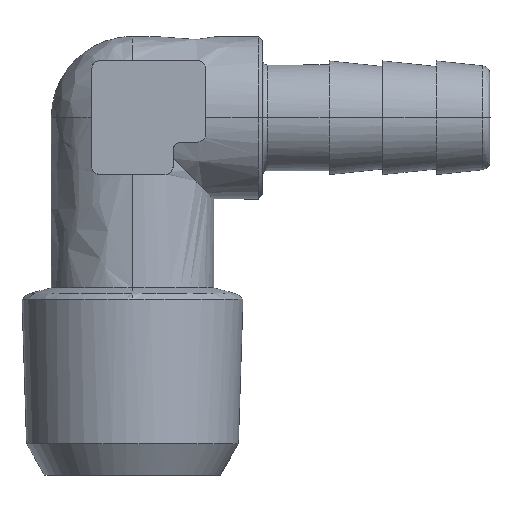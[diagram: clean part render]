
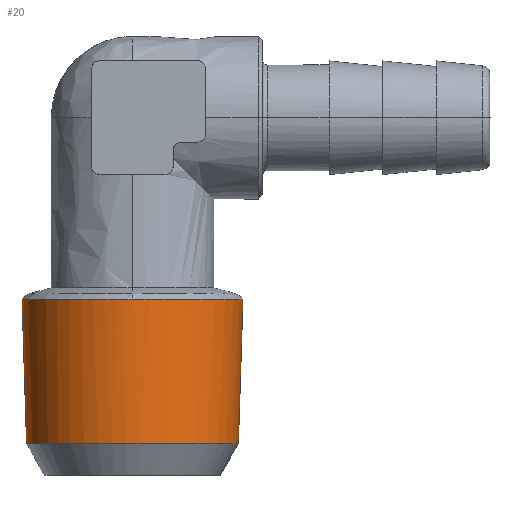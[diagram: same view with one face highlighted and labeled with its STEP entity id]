
A CAD part, top view. The second image highlights one B-rep face of the part: STEP entity #20.
In plain terms, the highlighted free-form (B-spline) face has degree [1, 3] with [2, 7] control points.
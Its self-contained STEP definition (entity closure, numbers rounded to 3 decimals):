
#20 = ADVANCED_FACE ( 'NONE', ( #85 ), #1620, .F. ) ;
#28 = CARTESIAN_POINT ( 'NONE',  ( 0., 2.94, 6.52 ) ) ;
#59 = CARTESIAN_POINT ( 'NONE',  ( -3.819, 2.94, 6.52 ) ) ;
#76 = CARTESIAN_POINT ( 'NONE',  ( 6.52, 2.94, 3.819 ) ) ;
#77 = CARTESIAN_POINT ( 'NONE',  ( 6.52, 2.94, 3.819 ) ) ;
#85 = FACE_OUTER_BOUND ( 'NONE', #336, .T. ) ;
#262 = VERTEX_POINT ( 'NONE', #1956 ) ;
#298 =( BOUNDED_CURVE ( )  B_SPLINE_CURVE ( 3, ( #2740, #938, #1456, #2484 ),
 .UNSPECIFIED., .F., .F. ) 
 B_SPLINE_CURVE_WITH_KNOTS ( ( 4, 4 ),
 ( 0., 1.571 ),
 .UNSPECIFIED. ) 
 CURVE ( )  GEOMETRIC_REPRESENTATION_ITEM ( )  RATIONAL_B_SPLINE_CURVE ( ( 0.981, 0.654, 0.49, 0.49 ) ) 
 REPRESENTATION_ITEM ( '' )  );
#310 = CARTESIAN_POINT ( 'NONE',  ( 6.52, 2.94, 0. ) ) ;
#336 = EDGE_LOOP ( 'NONE', ( #1279, #1119, #1378, #2515, #1357 ) ) ;
#563 = CARTESIAN_POINT ( 'NONE',  ( 0., 11.835, 6.798 ) ) ;
#720 = CARTESIAN_POINT ( 'NONE',  ( -6.798, 11.835, 4.532 ) ) ;
#757 = VERTEX_POINT ( 'NONE', #1200 ) ;
#832 = CARTESIAN_POINT ( 'NONE',  ( -6.52, 2.94, 0. ) ) ;
#834 = CARTESIAN_POINT ( 'NONE',  ( 3.982, 11.835, 6.798 ) ) ;
#938 = CARTESIAN_POINT ( 'NONE',  ( 3.399, 11.835, 6.798 ) ) ;
#999 = EDGE_CURVE ( 'NONE', #1267, #757, #1781, .T. ) ;
#1054 = CARTESIAN_POINT ( 'NONE',  ( 6.798, 11.835, 0. ) ) ;
#1074 = CARTESIAN_POINT ( 'NONE',  ( -6.52, 2.94, 3.819 ) ) ;
#1099 = CARTESIAN_POINT ( 'NONE',  ( -6.52, 2.94, 0. ) ) ;
#1119 = ORIENTED_EDGE ( 'NONE', *, *, #2439, .F. ) ;
#1200 = CARTESIAN_POINT ( 'NONE',  ( 6.52, 2.94, 0. ) ) ;
#1267 = VERTEX_POINT ( 'NONE', #2692 ) ;
#1279 = ORIENTED_EDGE ( 'NONE', *, *, #999, .F. ) ;
#1305 =( BOUNDED_CURVE ( )  B_SPLINE_CURVE ( 3, ( #2282, #720, #3137, #1817 ),
 .UNSPECIFIED., .F., .F. ) 
 B_SPLINE_CURVE_WITH_KNOTS ( ( 4, 4 ),
 ( 0., 1.571 ),
 .UNSPECIFIED. ) 
 CURVE ( )  GEOMETRIC_REPRESENTATION_ITEM ( )  RATIONAL_B_SPLINE_CURVE ( ( 0.49, 0.49, 0.654, 0.981 ) ) 
 REPRESENTATION_ITEM ( '' )  );
#1323 = VERTEX_POINT ( 'NONE', #2530 ) ;
#1357 = ORIENTED_EDGE ( 'NONE', *, *, #2632, .T. ) ;
#1363 = CARTESIAN_POINT ( 'NONE',  ( 6.52, 2.94, 0. ) ) ;
#1378 = ORIENTED_EDGE ( 'NONE', *, *, #2299, .F. ) ;
#1387 = CARTESIAN_POINT ( 'NONE',  ( -3.982, 11.835, 6.798 ) ) ;
#1438 = CARTESIAN_POINT ( 'NONE',  ( -6.52, 2.94, 0. ) ) ;
#1456 = CARTESIAN_POINT ( 'NONE',  ( 6.798, 11.835, 4.532 ) ) ;
#1570 = CARTESIAN_POINT ( 'NONE',  ( -6.52, 2.94, 0. ) ) ;
#1620 =( BOUNDED_SURFACE ( )  B_SPLINE_SURFACE ( 1, 3, ( 
 ( #1099, #1074, #2662, #2139, #1862, #77, #1363 ),
 ( #2894, #2125, #1387, #563, #834, #2402, #2945 ) ),
 .UNSPECIFIED., .F., .F., .F. ) 
 B_SPLINE_SURFACE_WITH_KNOTS ( ( 2, 2 ),
 ( 4, 3, 4 ),
 ( 0., 1. ),
 ( 0., 0.5, 1. ),
 .UNSPECIFIED. ) 
 GEOMETRIC_REPRESENTATION_ITEM ( )  RATIONAL_B_SPLINE_SURFACE ( (
 ( 1., 0.805, 0.805, 1., 0.805, 0.805, 1.),
 ( 1., 0.805, 0.805, 1., 0.805, 0.805, 1.) ) ) 
 REPRESENTATION_ITEM ( '' )  SURFACE ( )  );
#1626 = CARTESIAN_POINT ( 'NONE',  ( 3.819, 2.94, 6.52 ) ) ;
#1781 = B_SPLINE_CURVE_WITH_KNOTS ( 'NONE', 1,
 ( #1054, #2117 ),
 .UNSPECIFIED., .F., .F.,
 ( 2, 2 ),
 ( -1., 0. ),
 .UNSPECIFIED. ) ;
#1817 = CARTESIAN_POINT ( 'NONE',  ( 0., 11.835, 6.798 ) ) ;
#1862 = CARTESIAN_POINT ( 'NONE',  ( 3.819, 2.94, 6.52 ) ) ;
#1956 = CARTESIAN_POINT ( 'NONE',  ( -6.798, 11.835, 0. ) ) ;
#2014 = CARTESIAN_POINT ( 'NONE',  ( -6.798, 11.835, 0. ) ) ;
#2117 = CARTESIAN_POINT ( 'NONE',  ( 6.52, 2.94, 0. ) ) ;
#2125 = CARTESIAN_POINT ( 'NONE',  ( -6.798, 11.835, 3.982 ) ) ;
#2139 = CARTESIAN_POINT ( 'NONE',  ( 0., 2.94, 6.52 ) ) ;
#2282 = CARTESIAN_POINT ( 'NONE',  ( -6.798, 11.835, 0. ) ) ;
#2299 = EDGE_CURVE ( 'NONE', #262, #1323, #1305, .T. ) ;
#2305 = VERTEX_POINT ( 'NONE', #1570 ) ;
#2384 = B_SPLINE_CURVE_WITH_KNOTS ( 'NONE', 1,
 ( #1438, #2014 ),
 .UNSPECIFIED., .F., .F.,
 ( 2, 2 ),
 ( -1., 0. ),
 .UNSPECIFIED. ) ;
#2402 = CARTESIAN_POINT ( 'NONE',  ( 6.798, 11.835, 3.982 ) ) ;
#2439 = EDGE_CURVE ( 'NONE', #1323, #1267, #298, .T. ) ;
#2484 = CARTESIAN_POINT ( 'NONE',  ( 6.798, 11.835, 0. ) ) ;
#2515 = ORIENTED_EDGE ( 'NONE', *, *, #2903, .F. ) ;
#2530 = CARTESIAN_POINT ( 'NONE',  ( 0., 11.835, 6.798 ) ) ;
#2632 = EDGE_CURVE ( 'NONE', #2305, #757, #3078, .T. ) ;
#2636 = CARTESIAN_POINT ( 'NONE',  ( -6.52, 2.94, 3.819 ) ) ;
#2662 = CARTESIAN_POINT ( 'NONE',  ( -3.819, 2.94, 6.52 ) ) ;
#2692 = CARTESIAN_POINT ( 'NONE',  ( 6.798, 11.835, 0. ) ) ;
#2740 = CARTESIAN_POINT ( 'NONE',  ( 0., 11.835, 6.798 ) ) ;
#2894 = CARTESIAN_POINT ( 'NONE',  ( -6.798, 11.835, 0. ) ) ;
#2903 = EDGE_CURVE ( 'NONE', #2305, #262, #2384, .T. ) ;
#2945 = CARTESIAN_POINT ( 'NONE',  ( 6.798, 11.835, 0. ) ) ;
#3078 =( BOUNDED_CURVE ( )  B_SPLINE_CURVE ( 3, ( #832, #2636, #59, #28, #1626, #76, #310 ),
 .UNSPECIFIED., .F., .T. ) 
 B_SPLINE_CURVE_WITH_KNOTS ( ( 4, 3, 4 ),
 ( -3.142, -1.571, 0. ),
 .UNSPECIFIED. ) 
 CURVE ( )  GEOMETRIC_REPRESENTATION_ITEM ( )  RATIONAL_B_SPLINE_CURVE ( ( 1., 0.805, 0.805, 1., 0.805, 0.805, 1. ) ) 
 REPRESENTATION_ITEM ( '' )  );
#3137 = CARTESIAN_POINT ( 'NONE',  ( -3.399, 11.835, 6.798 ) ) ;
